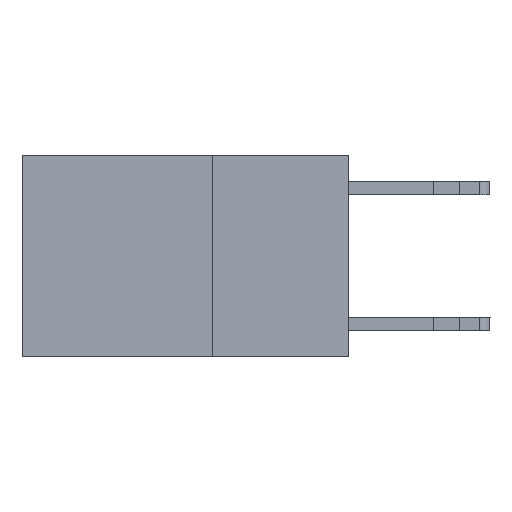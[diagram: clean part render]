
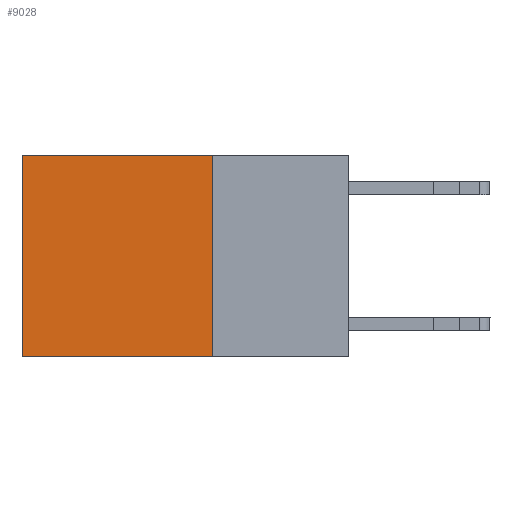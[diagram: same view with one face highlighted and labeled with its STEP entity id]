
A CAD part, left-side view. The second image highlights one B-rep face of the part: STEP entity #9028.
In plain terms, the highlighted planar face has unit normal (-1, 0, 0).
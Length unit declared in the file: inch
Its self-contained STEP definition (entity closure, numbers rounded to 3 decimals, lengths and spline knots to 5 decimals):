
#38 = CARTESIAN_POINT ( 'NONE',  ( 0.2625, 0.6, 0. ) ) ;
#151 = ORIENTED_EDGE ( 'NONE', *, *, #3015, .T. ) ;
#173 = CARTESIAN_POINT ( 'NONE',  ( 0.2625, 0.25, -0.37 ) ) ;
#241 = VERTEX_POINT ( 'NONE', #1211 ) ;
#277 = VERTEX_POINT ( 'NONE', #4419 ) ;
#359 = EDGE_CURVE ( 'NONE', #241, #1964, #8490, .T. ) ;
#1018 = EDGE_CURVE ( 'NONE', #241, #277, #8043, .T. ) ;
#1211 = CARTESIAN_POINT ( 'NONE',  ( 0.2625, 0.25, 0. ) ) ;
#1855 = CARTESIAN_POINT ( 'NONE',  ( 0.2625, 0.25, 0. ) ) ;
#1964 = VERTEX_POINT ( 'NONE', #173 ) ;
#2588 = FACE_OUTER_BOUND ( 'NONE', #5151, .T. ) ;
#3015 = EDGE_CURVE ( 'NONE', #277, #5472, #4213, .T. ) ;
#3432 = ORIENTED_EDGE ( 'NONE', *, *, #1018, .T. ) ;
#3660 = PLANE ( 'NONE',  #8496 ) ;
#3906 = CARTESIAN_POINT ( 'NONE',  ( 0.2625, 0.6, -0.37 ) ) ;
#4157 = VECTOR ( 'NONE', #4972, 39.37008 ) ;
#4213 = LINE ( 'NONE', #38, #10919 ) ;
#4419 = CARTESIAN_POINT ( 'NONE',  ( 0.2625, 0.6, 0. ) ) ;
#4496 = ORIENTED_EDGE ( 'NONE', *, *, #359, .F. ) ;
#4576 = DIRECTION ( 'NONE',  ( 0., 0., -1. ) ) ;
#4972 = DIRECTION ( 'NONE',  ( 0., 1., 0. ) ) ;
#5151 = EDGE_LOOP ( 'NONE', ( #151, #5944, #4496, #3432 ) ) ;
#5472 = VERTEX_POINT ( 'NONE', #3906 ) ;
#5476 = DIRECTION ( 'NONE',  ( 0., 0., -1. ) ) ;
#5649 = VECTOR ( 'NONE', #7242, 39.37008 ) ;
#5864 = DIRECTION ( 'NONE',  ( 0., 0., -1. ) ) ;
#5944 = ORIENTED_EDGE ( 'NONE', *, *, #8079, .F. ) ;
#6080 = VECTOR ( 'NONE', #5864, 39.37008 ) ;
#7242 = DIRECTION ( 'NONE',  ( 0., 1., 0. ) ) ;
#8043 = LINE ( 'NONE', #11139, #5649 ) ;
#8079 = EDGE_CURVE ( 'NONE', #1964, #5472, #11124, .T. ) ;
#8490 = LINE ( 'NONE', #11470, #6080 ) ;
#8496 = AXIS2_PLACEMENT_3D ( 'NONE', #1855, #9847, #4576 ) ;
#8554 = CARTESIAN_POINT ( 'NONE',  ( 0.2625, 0.25, -0.37 ) ) ;
#9028 = ADVANCED_FACE ( 'NONE', ( #2588 ), #3660, .F. ) ;
#9847 = DIRECTION ( 'NONE',  ( 1., 0., 0. ) ) ;
#10919 = VECTOR ( 'NONE', #5476, 39.37008 ) ;
#11124 = LINE ( 'NONE', #8554, #4157 ) ;
#11139 = CARTESIAN_POINT ( 'NONE',  ( 0.2625, 0.25, 0. ) ) ;
#11470 = CARTESIAN_POINT ( 'NONE',  ( 0.2625, 0.25, 0. ) ) ;
